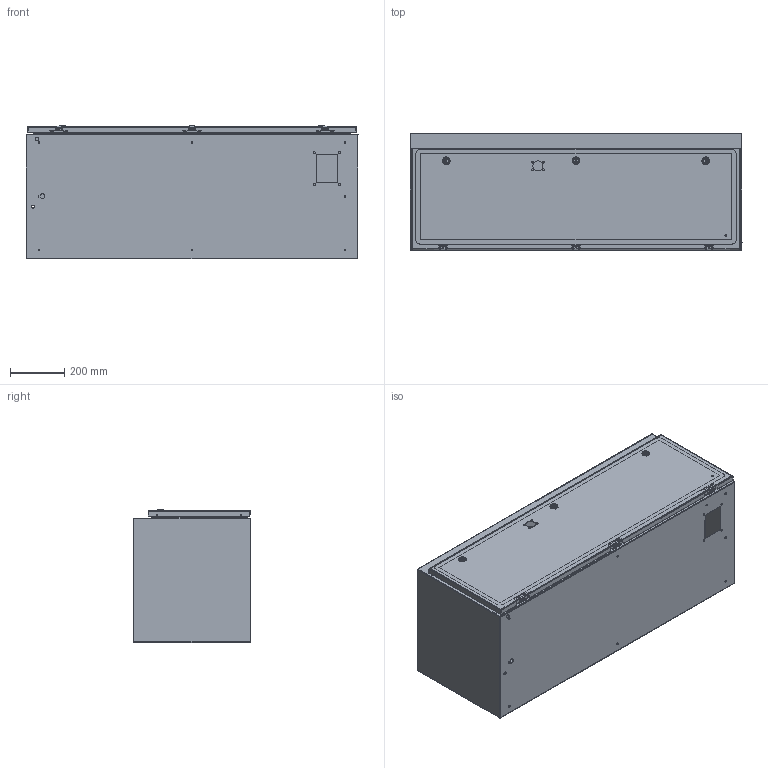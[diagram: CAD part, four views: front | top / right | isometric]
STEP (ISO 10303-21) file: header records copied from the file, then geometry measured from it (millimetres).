
FILE_DESCRIPTION (( 'STEP AP203' ), '1' );
FILE_NAME ('SCE-EXR18-400.step', '2021-02-09T22:16:39', ( 'ADC123' ), ( 'Microsoft' ), 'SwSTEP 2.0', 'SolidWorks 2019', '' );
FILE_SCHEMA (( 'CONFIG_CONTROL_DESIGN' ));
Products named in the file (1): SCE-EXR18-400
Bounding box: 1219.2 x 431.8 x 488.45 mm (x, y, z)
Surface area: 6554202.3 mm2 (no closed solid volume)
Topology: 0 solids, 65 shells, 3258 faces, 8326 edges, 5261 vertices
Faces by surface type: plane 1629, cylinder 1016, bspline 499, cone 81, torus 33
Full cylindrical faces by diameter (mm): 1.016 x3, 3.454 x3, 3.962 x3, 3.978 x3, 4.318 x9, 4.369 x6, 4.775 x4, 4.978 x12, 5 x3, 5.182 x6, 5.207 x6, 5.232 x6, 5.5 x3, 5.537 x3, 6.096 x6, 6.198 x6, 6.299 x5, 6.35 x6, 6.502 x4, 6.756 x17, 7.01 x4, 7.112 x3, 8.433 x6, 9.296 x6, 9.322 x6, 9.525 x6, 9.9 x3, 10 x3, 11.125 x2, 12.7 x7
Entity records: 125755 total; most frequent: CARTESIAN_POINT 52741, ORIENTED_EDGE 15495, DIRECTION 13922, EDGE_CURVE 7760, VERTEX_POINT 5088, AXIS2_PLACEMENT_3D 4753, VECTOR 4416, LINE 4416
